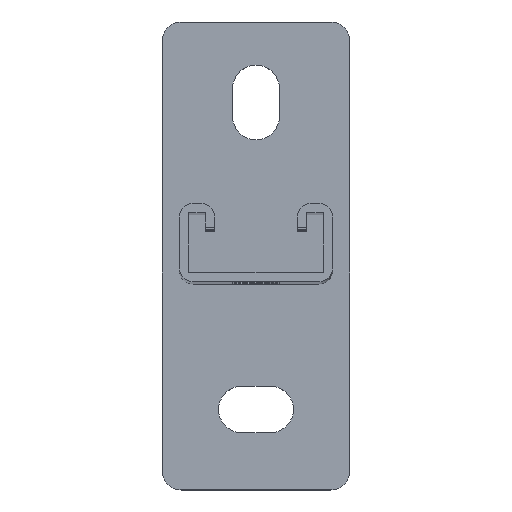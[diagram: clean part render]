
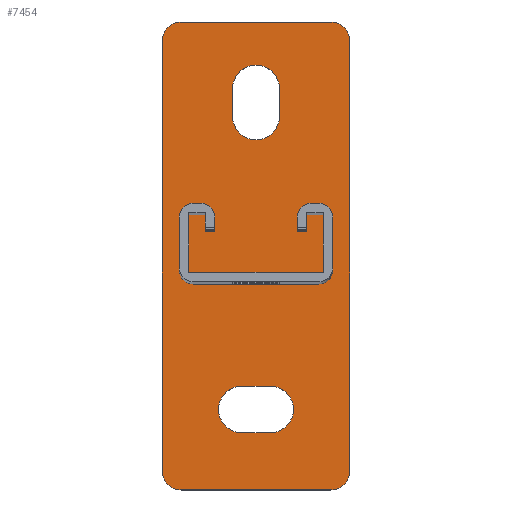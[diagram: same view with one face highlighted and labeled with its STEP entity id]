
A CAD part, top view. The second image highlights one B-rep face of the part: STEP entity #7454.
In plain terms, the highlighted planar face has unit normal (0, 0, 1).
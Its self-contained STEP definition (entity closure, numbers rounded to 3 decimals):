
#197 = EDGE_CURVE ( 'NONE', #4669, #19248, #2377, .T. ) ;
#324 = DIRECTION ( 'NONE',  ( 0., 0., 1. ) ) ;
#410 = AXIS2_PLACEMENT_3D ( 'NONE', #14176, #13970, #19092 ) ;
#533 = CARTESIAN_POINT ( 'NONE',  ( -3.75, -34.75, 0. ) ) ;
#726 = EDGE_CURVE ( 'NONE', #9322, #8370, #19370, .T. ) ;
#776 = DIRECTION ( 'NONE',  ( 1., 0., 0. ) ) ;
#884 = CARTESIAN_POINT ( 'NONE',  ( -6.25, 44.75, 0. ) ) ;
#899 = ORIENTED_EDGE ( 'NONE', *, *, #20409, .T. ) ;
#906 = CIRCLE ( 'NONE', #19143, 6.25 ) ;
#997 = LINE ( 'NONE', #1371, #9110 ) ;
#1357 = CARTESIAN_POINT ( 'NONE',  ( -25., 57.5, 0. ) ) ;
#1371 = CARTESIAN_POINT ( 'NONE',  ( -3.75, -47.25, 0. ) ) ;
#1491 = VERTEX_POINT ( 'NONE', #2870 ) ;
#1856 = CARTESIAN_POINT ( 'NONE',  ( -20., 62.5, 0. ) ) ;
#1877 = CARTESIAN_POINT ( 'NONE',  ( 0., 44.75, 0. ) ) ;
#1943 = DIRECTION ( 'NONE',  ( 1., 0., 0. ) ) ;
#2006 = DIRECTION ( 'NONE',  ( 1., 0., 0. ) ) ;
#2085 = CARTESIAN_POINT ( 'NONE',  ( 3.75, -47.25, 0. ) ) ;
#2101 = VECTOR ( 'NONE', #4323, 1000. ) ;
#2276 = ORIENTED_EDGE ( 'NONE', *, *, #17870, .T. ) ;
#2309 = EDGE_CURVE ( 'NONE', #19248, #17723, #997, .T. ) ;
#2377 = CIRCLE ( 'NONE', #410, 6.25 ) ;
#2516 = DIRECTION ( 'NONE',  ( 0., -1., 0. ) ) ;
#2592 = CARTESIAN_POINT ( 'NONE',  ( 3.75, -41., 0. ) ) ;
#2870 = CARTESIAN_POINT ( 'NONE',  ( -6.25, 44.75, 0. ) ) ;
#2996 = VECTOR ( 'NONE', #2516, 1000. ) ;
#3101 = DIRECTION ( 'NONE',  ( 0., 1., 0. ) ) ;
#3149 = FACE_OUTER_BOUND ( 'NONE', #6742, .T. ) ;
#3191 = CARTESIAN_POINT ( 'NONE',  ( 25., 57.5, 0. ) ) ;
#3250 = CARTESIAN_POINT ( 'NONE',  ( 25., 62.5, 0. ) ) ;
#3312 = EDGE_LOOP ( 'NONE', ( #16418, #18452, #18651, #17388, #13938 ) ) ;
#3416 = FACE_BOUND ( 'NONE', #3312, .T. ) ;
#3418 = AXIS2_PLACEMENT_3D ( 'NONE', #1877, #324, #1943 ) ;
#3457 = EDGE_CURVE ( 'NONE', #8370, #6878, #6659, .T. ) ;
#3471 = CARTESIAN_POINT ( 'NONE',  ( 3.75, -34.75, 0. ) ) ;
#3757 = LINE ( 'NONE', #884, #19511 ) ;
#3913 = CARTESIAN_POINT ( 'NONE',  ( 6.25, 37.25, 0. ) ) ;
#4117 = CIRCLE ( 'NONE', #10579, 6.25 ) ;
#4200 = ORIENTED_EDGE ( 'NONE', *, *, #8395, .T. ) ;
#4323 = DIRECTION ( 'NONE',  ( 1., 0., 0. ) ) ;
#4339 = ORIENTED_EDGE ( 'NONE', *, *, #726, .T. ) ;
#4405 = DIRECTION ( 'NONE',  ( 1., 0., 0. ) ) ;
#4640 = DIRECTION ( 'NONE',  ( 0., 0., 1. ) ) ;
#4669 = VERTEX_POINT ( 'NONE', #19209 ) ;
#4905 = VECTOR ( 'NONE', #3101, 1000. ) ;
#4915 = CARTESIAN_POINT ( 'NONE',  ( -20., 57.5, 0. ) ) ;
#5173 = CARTESIAN_POINT ( 'NONE',  ( -6.25, 37.25, 0. ) ) ;
#5193 = CARTESIAN_POINT ( 'NONE',  ( 0., 37.25, 0. ) ) ;
#5524 = CARTESIAN_POINT ( 'NONE',  ( -20., -57.5, 0. ) ) ;
#5733 = VERTEX_POINT ( 'NONE', #14262 ) ;
#5747 = DIRECTION ( 'NONE',  ( -1., 0., 0. ) ) ;
#5788 = LINE ( 'NONE', #8811, #2996 ) ;
#5791 = EDGE_CURVE ( 'NONE', #12076, #7770, #16707, .T. ) ;
#5993 = CARTESIAN_POINT ( 'NONE',  ( 0., 0., 0. ) ) ;
#6070 = PLANE ( 'NONE',  #19399 ) ;
#6659 = LINE ( 'NONE', #11218, #2101 ) ;
#6664 = VECTOR ( 'NONE', #11837, 1000. ) ;
#6702 = CIRCLE ( 'NONE', #20221, 5. ) ;
#6712 = VERTEX_POINT ( 'NONE', #8488 ) ;
#6742 = EDGE_LOOP ( 'NONE', ( #2276, #4339, #17619, #4200, #15548, #14337, #899, #19049 ) ) ;
#6878 = VERTEX_POINT ( 'NONE', #20508 ) ;
#6881 = CARTESIAN_POINT ( 'NONE',  ( -20., -62.5, 0. ) ) ;
#7025 = DIRECTION ( 'NONE',  ( 0., 0., 1. ) ) ;
#7232 = CARTESIAN_POINT ( 'NONE',  ( 3.75, -41., 0. ) ) ;
#7413 = LINE ( 'NONE', #533, #6664 ) ;
#7454 = ADVANCED_FACE ( 'NONE', ( #3416, #14846, #3149 ), #6070, .T. ) ;
#7486 = EDGE_CURVE ( 'NONE', #20263, #20025, #6702, .T. ) ;
#7489 = ORIENTED_EDGE ( 'NONE', *, *, #19660, .F. ) ;
#7554 = ORIENTED_EDGE ( 'NONE', *, *, #5791, .F. ) ;
#7637 = EDGE_CURVE ( 'NONE', #16324, #12076, #17400, .T. ) ;
#7691 = DIRECTION ( 'NONE',  ( 1., 0., 0. ) ) ;
#7770 = VERTEX_POINT ( 'NONE', #12043 ) ;
#8260 = VERTEX_POINT ( 'NONE', #3191 ) ;
#8370 = VERTEX_POINT ( 'NONE', #6881 ) ;
#8395 = EDGE_CURVE ( 'NONE', #6878, #5733, #16077, .T. ) ;
#8416 = AXIS2_PLACEMENT_3D ( 'NONE', #5524, #12021, #10568 ) ;
#8488 = CARTESIAN_POINT ( 'NONE',  ( 10., -41., 0. ) ) ;
#8811 = CARTESIAN_POINT ( 'NONE',  ( -25., 62.5, 0. ) ) ;
#9090 = DIRECTION ( 'NONE',  ( 0., 0., 1. ) ) ;
#9110 = VECTOR ( 'NONE', #9460, 1000. ) ;
#9322 = VERTEX_POINT ( 'NONE', #17530 ) ;
#9460 = DIRECTION ( 'NONE',  ( 1., 0., 0. ) ) ;
#9751 = CIRCLE ( 'NONE', #3418, 6.25 ) ;
#10096 = DIRECTION ( 'NONE',  ( 0., 0., 1. ) ) ;
#10179 = CIRCLE ( 'NONE', #19440, 5. ) ;
#10217 = CARTESIAN_POINT ( 'NONE',  ( 20., 62.5, 0. ) ) ;
#10360 = EDGE_CURVE ( 'NONE', #8260, #10758, #10179, .T. ) ;
#10558 = ORIENTED_EDGE ( 'NONE', *, *, #7637, .F. ) ;
#10568 = DIRECTION ( 'NONE',  ( 1., 0., 0. ) ) ;
#10579 = AXIS2_PLACEMENT_3D ( 'NONE', #2592, #9090, #12380 ) ;
#10661 = DIRECTION ( 'NONE',  ( 0., 0., 1. ) ) ;
#10758 = VERTEX_POINT ( 'NONE', #10217 ) ;
#11218 = CARTESIAN_POINT ( 'NONE',  ( -25., -62.5, 0. ) ) ;
#11316 = DIRECTION ( 'NONE',  ( 1., 0., 0. ) ) ;
#11387 = AXIS2_PLACEMENT_3D ( 'NONE', #5193, #10096, #2006 ) ;
#11489 = EDGE_CURVE ( 'NONE', #1491, #16324, #3757, .T. ) ;
#11837 = DIRECTION ( 'NONE',  ( -1., 0., 0. ) ) ;
#12021 = DIRECTION ( 'NONE',  ( 0., 0., 1. ) ) ;
#12043 = CARTESIAN_POINT ( 'NONE',  ( 6.25, 44.75, 0. ) ) ;
#12076 = VERTEX_POINT ( 'NONE', #3913 ) ;
#12126 = DIRECTION ( 'NONE',  ( 0., -1., 0. ) ) ;
#12380 = DIRECTION ( 'NONE',  ( 1., 0., 0. ) ) ;
#12423 = VERTEX_POINT ( 'NONE', #3471 ) ;
#12719 = EDGE_CURVE ( 'NONE', #6712, #12423, #906, .T. ) ;
#13906 = EDGE_CURVE ( 'NONE', #17723, #6712, #4117, .T. ) ;
#13938 = ORIENTED_EDGE ( 'NONE', *, *, #2309, .F. ) ;
#13952 = AXIS2_PLACEMENT_3D ( 'NONE', #15112, #7025, #18189 ) ;
#13970 = DIRECTION ( 'NONE',  ( 0., 0., 1. ) ) ;
#13985 = VECTOR ( 'NONE', #5747, 1000. ) ;
#14176 = CARTESIAN_POINT ( 'NONE',  ( -3.75, -41., 0. ) ) ;
#14195 = CARTESIAN_POINT ( 'NONE',  ( 20., 57.5, 0. ) ) ;
#14262 = CARTESIAN_POINT ( 'NONE',  ( 25., -57.5, 0. ) ) ;
#14337 = ORIENTED_EDGE ( 'NONE', *, *, #10360, .T. ) ;
#14431 = ORIENTED_EDGE ( 'NONE', *, *, #11489, .F. ) ;
#14679 = DIRECTION ( 'NONE',  ( 0., 1., 0. ) ) ;
#14846 = FACE_BOUND ( 'NONE', #17656, .T. ) ;
#15112 = CARTESIAN_POINT ( 'NONE',  ( 20., -57.5, 0. ) ) ;
#15123 = EDGE_CURVE ( 'NONE', #5733, #8260, #17378, .T. ) ;
#15548 = ORIENTED_EDGE ( 'NONE', *, *, #15123, .T. ) ;
#15828 = EDGE_CURVE ( 'NONE', #12423, #4669, #7413, .T. ) ;
#16077 = CIRCLE ( 'NONE', #13952, 5. ) ;
#16185 = CARTESIAN_POINT ( 'NONE',  ( 6.25, 44.75, 0. ) ) ;
#16284 = LINE ( 'NONE', #20111, #13985 ) ;
#16324 = VERTEX_POINT ( 'NONE', #5173 ) ;
#16418 = ORIENTED_EDGE ( 'NONE', *, *, #197, .F. ) ;
#16707 = LINE ( 'NONE', #16185, #18743 ) ;
#17378 = LINE ( 'NONE', #3250, #4905 ) ;
#17388 = ORIENTED_EDGE ( 'NONE', *, *, #13906, .F. ) ;
#17400 = CIRCLE ( 'NONE', #11387, 6.25 ) ;
#17448 = DIRECTION ( 'NONE',  ( 0., 0., 1. ) ) ;
#17530 = CARTESIAN_POINT ( 'NONE',  ( -25., -57.5, 0. ) ) ;
#17619 = ORIENTED_EDGE ( 'NONE', *, *, #3457, .T. ) ;
#17656 = EDGE_LOOP ( 'NONE', ( #7489, #7554, #10558, #14431 ) ) ;
#17723 = VERTEX_POINT ( 'NONE', #2085 ) ;
#17870 = EDGE_CURVE ( 'NONE', #20025, #9322, #5788, .T. ) ;
#18189 = DIRECTION ( 'NONE',  ( 1., 0., 0. ) ) ;
#18452 = ORIENTED_EDGE ( 'NONE', *, *, #15828, .F. ) ;
#18651 = ORIENTED_EDGE ( 'NONE', *, *, #12719, .F. ) ;
#18734 = DIRECTION ( 'NONE',  ( 0., 0., 1. ) ) ;
#18743 = VECTOR ( 'NONE', #14679, 1000. ) ;
#19049 = ORIENTED_EDGE ( 'NONE', *, *, #7486, .T. ) ;
#19092 = DIRECTION ( 'NONE',  ( 1., 0., 0. ) ) ;
#19143 = AXIS2_PLACEMENT_3D ( 'NONE', #7232, #18734, #776 ) ;
#19209 = CARTESIAN_POINT ( 'NONE',  ( -3.75, -34.75, 0. ) ) ;
#19248 = VERTEX_POINT ( 'NONE', #20574 ) ;
#19370 = CIRCLE ( 'NONE', #8416, 5. ) ;
#19399 = AXIS2_PLACEMENT_3D ( 'NONE', #5993, #17448, #7691 ) ;
#19440 = AXIS2_PLACEMENT_3D ( 'NONE', #14195, #10661, #4405 ) ;
#19511 = VECTOR ( 'NONE', #12126, 1000. ) ;
#19660 = EDGE_CURVE ( 'NONE', #7770, #1491, #9751, .T. ) ;
#20025 = VERTEX_POINT ( 'NONE', #1357 ) ;
#20111 = CARTESIAN_POINT ( 'NONE',  ( -25., 62.5, 0. ) ) ;
#20221 = AXIS2_PLACEMENT_3D ( 'NONE', #4915, #4640, #11316 ) ;
#20263 = VERTEX_POINT ( 'NONE', #1856 ) ;
#20409 = EDGE_CURVE ( 'NONE', #10758, #20263, #16284, .T. ) ;
#20508 = CARTESIAN_POINT ( 'NONE',  ( 20., -62.5, 0. ) ) ;
#20574 = CARTESIAN_POINT ( 'NONE',  ( -3.75, -47.25, 0. ) ) ;
